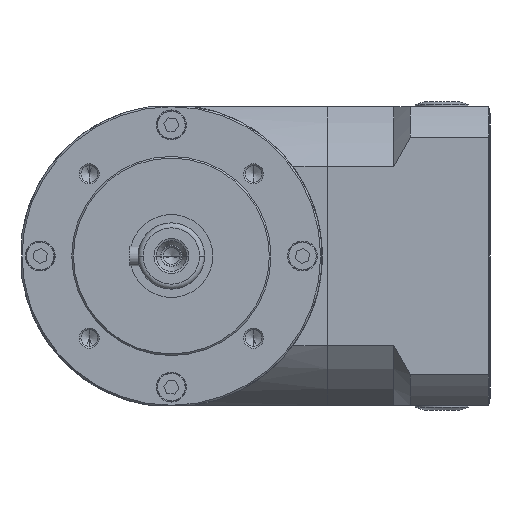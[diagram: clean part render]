
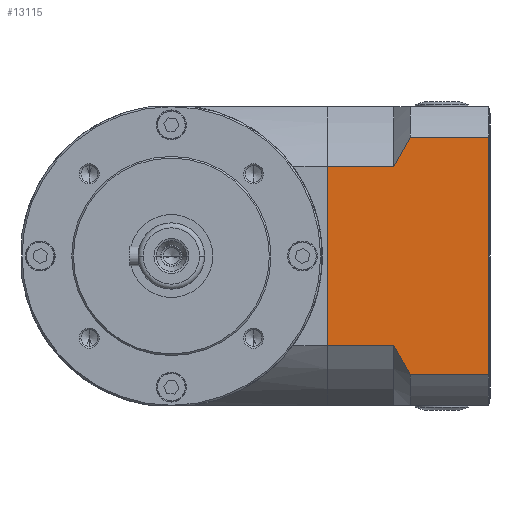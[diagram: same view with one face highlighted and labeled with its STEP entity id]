
A CAD part, left-side view. The second image highlights one B-rep face of the part: STEP entity #13115.
In plain terms, the highlighted planar face has unit normal (-1, 0, 0).
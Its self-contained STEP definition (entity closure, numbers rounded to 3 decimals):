
#256 = EDGE_CURVE ( 'NONE', #10838, #16911, #8291, .T. ) ;
#499 = LINE ( 'NONE', #12757, #10803 ) ;
#725 = CARTESIAN_POINT ( 'NONE',  ( 3., -95.5, -35.795 ) ) ;
#892 = VECTOR ( 'NONE', #13866, 1000. ) ;
#1789 = EDGE_CURVE ( 'NONE', #8293, #16601, #12285, .T. ) ;
#2869 = VERTEX_POINT ( 'NONE', #12969 ) ;
#2963 = B_SPLINE_CURVE_WITH_KNOTS ( 'NONE', 3,
 ( #7412, #8656, #14025, #12782 ),
 .UNSPECIFIED., .F., .F.,
 ( 4, 4 ),
 ( 0.063, 0.073 ),
 .UNSPECIFIED. ) ;
#3405 = EDGE_CURVE ( 'NONE', #2869, #15993, #499, .T. ) ;
#3586 = DIRECTION ( 'NONE',  ( 0., 1., 0. ) ) ;
#3655 = DIRECTION ( 'NONE',  ( 0., 0., 1. ) ) ;
#3875 = VERTEX_POINT ( 'NONE', #4269 ) ;
#3946 = CARTESIAN_POINT ( 'NONE',  ( 3., -96., 35.795 ) ) ;
#4269 = CARTESIAN_POINT ( 'NONE',  ( 3., -72., 35.795 ) ) ;
#4649 = EDGE_CURVE ( 'NONE', #16601, #3875, #13232, .T. ) ;
#5084 = DIRECTION ( 'NONE',  ( 0., 0., -1. ) ) ;
#5580 = ORIENTED_EDGE ( 'NONE', *, *, #13978, .F. ) ;
#5959 = ORIENTED_EDGE ( 'NONE', *, *, #3405, .F. ) ;
#6151 = EDGE_CURVE ( 'NONE', #3875, #16911, #7921, .T. ) ;
#6863 = AXIS2_PLACEMENT_3D ( 'NONE', #14466, #14520, #5084 ) ;
#7412 = CARTESIAN_POINT ( 'NONE',  ( 3., -72., -35.795 ) ) ;
#7628 = VECTOR ( 'NONE', #3586, 1000. ) ;
#7735 = CARTESIAN_POINT ( 'NONE',  ( 3., -67., 27.042 ) ) ;
#7921 = LINE ( 'NONE', #3946, #15308 ) ;
#8291 = LINE ( 'NONE', #16634, #9956 ) ;
#8293 = VERTEX_POINT ( 'NONE', #17131 ) ;
#8656 = CARTESIAN_POINT ( 'NONE',  ( 3., -70.226, -32.945 ) ) ;
#8913 = CARTESIAN_POINT ( 'NONE',  ( 3., -47., -38.123 ) ) ;
#9102 = EDGE_CURVE ( 'NONE', #10838, #15071, #16256, .T. ) ;
#9324 = DIRECTION ( 'NONE',  ( 0., -1., 0. ) ) ;
#9822 = DIRECTION ( 'NONE',  ( 0., 0., 1. ) ) ;
#9956 = VECTOR ( 'NONE', #9822, 1000. ) ;
#10428 = ORIENTED_EDGE ( 'NONE', *, *, #14522, .F. ) ;
#10445 = CARTESIAN_POINT ( 'NONE',  ( 3., -68.536, 30.024 ) ) ;
#10803 = VECTOR ( 'NONE', #13879, 1000. ) ;
#10838 = VERTEX_POINT ( 'NONE', #725 ) ;
#10980 = ORIENTED_EDGE ( 'NONE', *, *, #256, .T. ) ;
#11474 = FACE_OUTER_BOUND ( 'NONE', #15055, .T. ) ;
#11809 = CARTESIAN_POINT ( 'NONE',  ( 3., -72., 35.795 ) ) ;
#12285 = LINE ( 'NONE', #15163, #892 ) ;
#12587 = CARTESIAN_POINT ( 'NONE',  ( 3., -67., 27.042 ) ) ;
#12613 = ORIENTED_EDGE ( 'NONE', *, *, #1789, .F. ) ;
#12757 = CARTESIAN_POINT ( 'NONE',  ( 3., -96., -27.042 ) ) ;
#12782 = CARTESIAN_POINT ( 'NONE',  ( 3., -67., -27.042 ) ) ;
#12969 = CARTESIAN_POINT ( 'NONE',  ( 3., -67., -27.042 ) ) ;
#13115 = ADVANCED_FACE ( 'NONE', ( #11474 ), #13168, .F. ) ;
#13168 = PLANE ( 'NONE',  #6863 ) ;
#13232 = B_SPLINE_CURVE_WITH_KNOTS ( 'NONE', 3,
 ( #7735, #10445, #17179, #11809 ),
 .UNSPECIFIED., .F., .F.,
 ( 4, 4 ),
 ( 0.13, 0.14 ),
 .UNSPECIFIED. ) ;
#13332 = LINE ( 'NONE', #8913, #13358 ) ;
#13349 = CARTESIAN_POINT ( 'NONE',  ( 3., -72., -35.795 ) ) ;
#13358 = VECTOR ( 'NONE', #3655, 1000. ) ;
#13806 = CARTESIAN_POINT ( 'NONE',  ( 3., -47., -27.042 ) ) ;
#13866 = DIRECTION ( 'NONE',  ( 0., -1., 0. ) ) ;
#13879 = DIRECTION ( 'NONE',  ( 0., 1., 0. ) ) ;
#13978 = EDGE_CURVE ( 'NONE', #15993, #8293, #13332, .T. ) ;
#14025 = CARTESIAN_POINT ( 'NONE',  ( 3., -68.543, -30.037 ) ) ;
#14466 = CARTESIAN_POINT ( 'NONE',  ( 3., -47., -38.123 ) ) ;
#14520 = DIRECTION ( 'NONE',  ( 1., 0., 0. ) ) ;
#14522 = EDGE_CURVE ( 'NONE', #15071, #2869, #2963, .T. ) ;
#15055 = EDGE_LOOP ( 'NONE', ( #16531, #10980, #16056, #16545, #12613, #5580, #5959, #10428 ) ) ;
#15071 = VERTEX_POINT ( 'NONE', #13349 ) ;
#15163 = CARTESIAN_POINT ( 'NONE',  ( 3., -96., 27.042 ) ) ;
#15308 = VECTOR ( 'NONE', #9324, 1000. ) ;
#15993 = VERTEX_POINT ( 'NONE', #13806 ) ;
#16056 = ORIENTED_EDGE ( 'NONE', *, *, #6151, .F. ) ;
#16256 = LINE ( 'NONE', #16886, #7628 ) ;
#16531 = ORIENTED_EDGE ( 'NONE', *, *, #9102, .F. ) ;
#16545 = ORIENTED_EDGE ( 'NONE', *, *, #4649, .F. ) ;
#16601 = VERTEX_POINT ( 'NONE', #12587 ) ;
#16634 = CARTESIAN_POINT ( 'NONE',  ( 3., -95.5, -38.123 ) ) ;
#16886 = CARTESIAN_POINT ( 'NONE',  ( 3., -96., -35.795 ) ) ;
#16911 = VERTEX_POINT ( 'NONE', #16997 ) ;
#16997 = CARTESIAN_POINT ( 'NONE',  ( 3., -95.5, 35.795 ) ) ;
#17131 = CARTESIAN_POINT ( 'NONE',  ( 3., -47., 27.042 ) ) ;
#17179 = CARTESIAN_POINT ( 'NONE',  ( 3., -70.219, 32.933 ) ) ;
